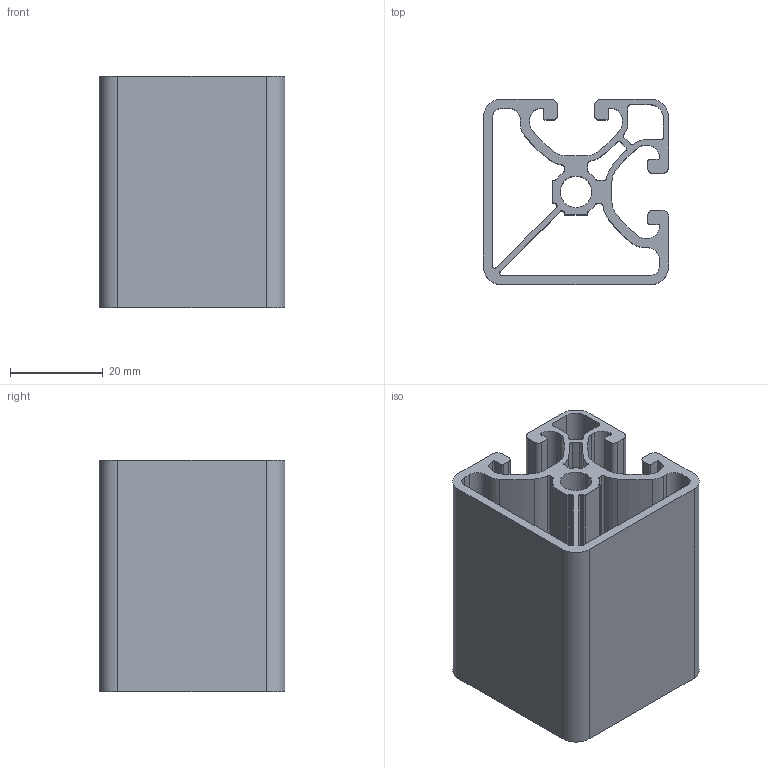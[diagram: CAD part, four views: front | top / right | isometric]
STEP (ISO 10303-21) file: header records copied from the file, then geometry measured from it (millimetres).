
FILE_DESCRIPTION (( 'STEP AP214' ), '1' );
FILE_NAME ('BASE08E0126-Profilé 8 40x40 2N90 E.step', '2023-03-24T09:41:47', ( 'Altae' ), ( '' ), 'SwSTEP 2.0', 'SolidWorks 2021', '' );
FILE_SCHEMA (( 'AUTOMOTIVE_DESIGN' ));
Length unit declared in the file: millimetre
Products named in the file (1): BASE08E0126-Profilé 8 40x40 2N90 E
Bounding box: 40 x 40 x 50 mm (x, y, z)
Volume: 24291.9 mm3; surface area: 25626.9 mm2
Topology: 1 solids, 1 shells, 144 faces, 426 edges, 284 vertices
Faces by surface type: cylinder 90, plane 54
Entity records: 4944 total; most frequent: DIRECTION 896, CARTESIAN_POINT 855, ORIENTED_EDGE 852, EDGE_CURVE 426, AXIS2_PLACEMENT_3D 325, VERTEX_POINT 284, LINE 246, VECTOR 246
